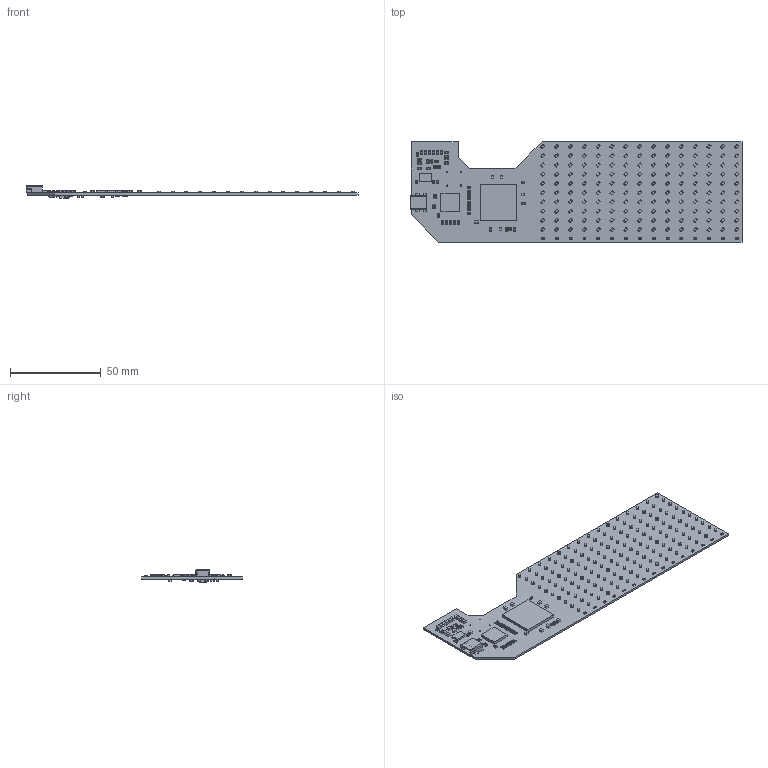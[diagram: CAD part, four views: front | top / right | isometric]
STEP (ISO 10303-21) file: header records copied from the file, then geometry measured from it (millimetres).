
FILE_DESCRIPTION(('Open CASCADE Model'),'2;1');
FILE_NAME('Open CASCADE Shape Model','2020-11-22T19:24:01',('Author'),( 'Open CASCADE'),'Open CASCADE STEP processor 6.8','Open CASCADE 6.8' ,'Unknown');
FILE_SCHEMA(('AUTOMOTIVE_DESIGN { 1 0 10303 214 1 1 1 1 }'));
Length unit declared in the file: millimetre
Products named in the file (266): PCB; Board; Open CASCADE STEP translator 6.8 1.1.1; D2; LED_0805_Base_YELLOW; LED_0805_Lens_YELLOW; D3; D4; D5; D6; D7; D8; D9; D10; D11; D12; D13; D14; D15; D16; D17; D18; D19; D20; D21; D22; D23; D24; D25; D26; D27; D28; D29; D30; D31; D32; D33; D34; D35; D36 ...
Assembly tree (644 placements, depth 4):
  PCB
    Board
      Open CASCADE STEP translator 6.8 1.1.1
    D2
      LED_0805_Base_YELLOW
      LED_0805_Lens_YELLOW
    D3
      LED_0805_Base_YELLOW
      LED_0805_Lens_YELLOW
    D4
      LED_0805_Base_YELLOW
      LED_0805_Lens_YELLOW
    D5
      LED_0805_Base_YELLOW
      LED_0805_Lens_YELLOW
    D6
      LED_0805_Base_YELLOW
      LED_0805_Lens_YELLOW
    D7
      LED_0805_Base_YELLOW
      LED_0805_Lens_YELLOW
    D8
      LED_0805_Base_YELLOW
      LED_0805_Lens_YELLOW
    D9
      LED_0805_Base_YELLOW
      LED_0805_Lens_YELLOW
    D10
      LED_0805_Base_YELLOW
      LED_0805_Lens_YELLOW
    D11
      LED_0805_Base_YELLOW
      LED_0805_Lens_YELLOW
    D12
      LED_0805_Base_YELLOW
      LED_0805_Lens_YELLOW
    D13
      LED_0805_Base_YELLOW
      LED_0805_Lens_YELLOW
    D14
      LED_0805_Base_YELLOW
      LED_0805_Lens_YELLOW
    D15
      LED_0805_Base_YELLOW
      LED_0805_Lens_YELLOW
    D16
      LED_0805_Base_YELLOW
      LED_0805_Lens_YELLOW
    D17
      LED_0805_Base_YELLOW
      LED_0805_Lens_YELLOW
    D18
      LED_0805_Base_YELLOW
      LED_0805_Lens_YELLOW
    D19
      LED_0805_Base_YELLOW
      LED_0805_Lens_YELLOW
    D20
      LED_0805_Base_YELLOW
      LED_0805_Lens_YELLOW
Bounding box: 182.53 x 55.37 x 6.82 mm (x, y, z)
Volume: 12002.9 mm3; surface area: 24412.2 mm2
Topology: 602 solids, 602 shells, 10882 faces, 29799 edges, 19492 vertices
Faces by surface type: plane 7279, cylinder 2376, sphere 1164, bspline 61, torus 2
Full cylindrical faces by diameter (mm): 0.635 x4, 0.8 x2, 0.9 x2
Entity records: 24953 total; most frequent: CARTESIAN_POINT 4520, DIRECTION 3434, ORIENTED_EDGE 2624, EDGE_CURVE 1312, AXIS2_PLACEMENT_3D 1215, LINE 1004, VECTOR 1004, PRODUCT_DEFINITION_SHAPE 910
